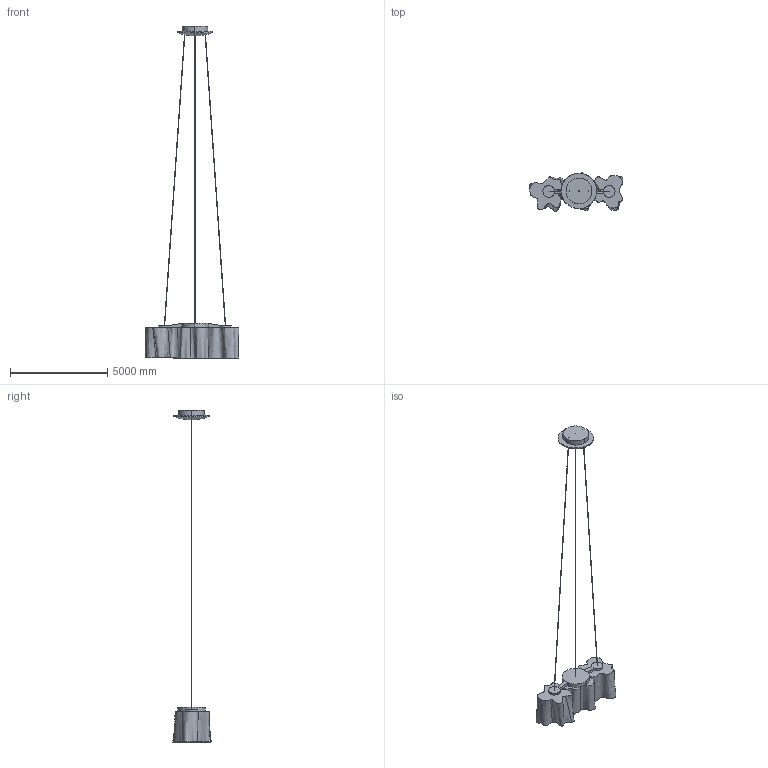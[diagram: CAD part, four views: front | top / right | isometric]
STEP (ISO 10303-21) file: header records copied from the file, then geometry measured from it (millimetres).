
FILE_DESCRIPTION(/* description */ (''),/* implementation_level */ '2;1');
FILE_NAME(/* name */ 'Logico_Micro_Sospensione_3inLinea_3D',/* time_stamp */ '2011-11-25T14:49:22+01:00',/* author */ (''),/* organization */ (''),/* preprocessor_version */ 'ST-DEVELOPER v10',/* originating_system */ '',/* authorisation */ '');
FILE_SCHEMA (('CONFIG_CONTROL_DESIGN'));
Length unit declared in the file: centimetre
Products named in the file (1): 1
Bounding box: 4822.01 x 1970.27 x 17035.23 mm (x, y, z)
Volume: 1417997749.6 mm3; surface area: 52708053.8 mm2
Topology: 8 solids, 11 shells, 129 faces, 338 edges, 217 vertices
Faces by surface type: bspline 105, plane 24
Entity records: 7374 total; most frequent: CARTESIAN_POINT 5513, ORIENTED_EDGE 572, EDGE_CURVE 296, VERTEX_POINT 187, B_SPLINE_CURVE_WITH_KNOTS 164, EDGE_LOOP 133, ADVANCED_FACE 129, FACE_OUTER_BOUND 129
